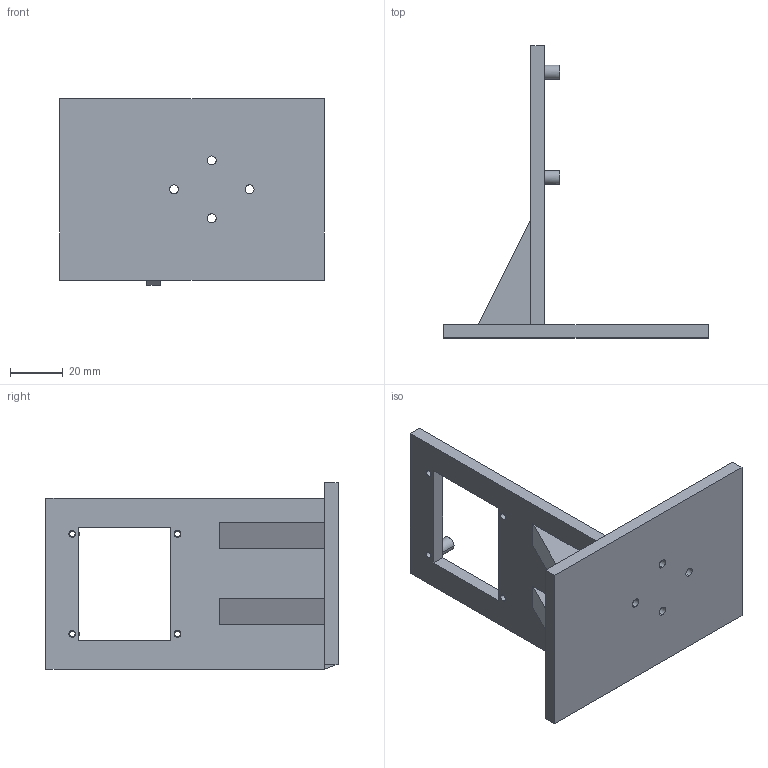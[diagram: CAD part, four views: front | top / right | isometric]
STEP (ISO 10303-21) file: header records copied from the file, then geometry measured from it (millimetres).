
FILE_DESCRIPTION (( 'STEP AP203' ), '1' );
FILE_NAME ('A3_Driver_Holder_Top_assm.STEP', '2025-08-05T05:05:54', ( '' ), ( '' ), 'SwSTEP 2.0', 'SolidWorks 2023', '' );
FILE_SCHEMA (( 'CONFIG_CONTROL_DESIGN' ));
Length unit declared in the file: millimetre
Products named in the file (5): A3_Driver_Holder_part; A3_Driver_mount_bottom; A3_Driver_Holder_smallundergusset; A3_Driver_Holder_gussets; A3_Driver_Holder_Top_assm
Assembly tree (5 placements, depth 2):
  A3_Driver_Holder_Top_assm
    A3_Driver_mount_bottom
    A3_Driver_Holder_part
    A3_Driver_Holder_gussets  x2
    A3_Driver_Holder_smallundergusset
Bounding box: 100.65 x 111 x 71 mm (x, y, z)
Volume: 69832.8 mm3; surface area: 33448.6 mm2
Topology: 5 solids, 5 shells, 75 faces, 175 edges, 114 vertices
Faces by surface type: plane 43, cylinder 32
Entity records: 2629 total; most frequent: DIRECTION 394, CARTESIAN_POINT 352, ORIENTED_EDGE 332, EDGE_CURVE 166, AXIS2_PLACEMENT_3D 150, VERTEX_POINT 108, LINE 94, VECTOR 94
